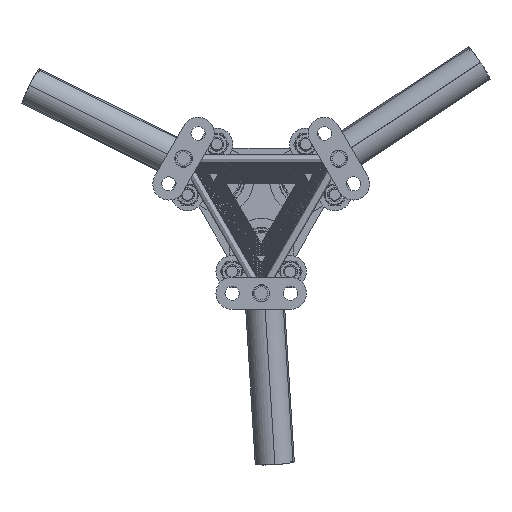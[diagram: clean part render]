
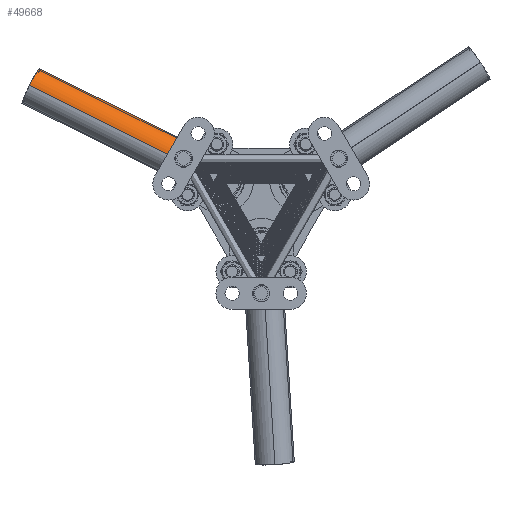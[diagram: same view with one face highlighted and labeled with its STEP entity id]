
A CAD part, front view. The second image highlights one B-rep face of the part: STEP entity #49668.
In plain terms, the highlighted cylindrical face has radius 30.15 mm (diameter 60.3 mm), a partial arc.
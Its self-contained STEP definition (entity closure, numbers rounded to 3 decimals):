
#4978 = AXIS2_PLACEMENT_3D ( 'NONE', #32171, #37048, #57815 ) ;
#6225 = CARTESIAN_POINT ( 'NONE',  ( 325.759, 0., -128.407 ) ) ;
#6324 = EDGE_CURVE ( 'NONE', #13747, #21119, #55573, .T. ) ;
#7862 = VECTOR ( 'NONE', #22120, 1000. ) ;
#10554 = CARTESIAN_POINT ( 'NONE',  ( 331.015, 0., -68.336 ) ) ;
#12060 = CARTESIAN_POINT ( 'NONE',  ( 328.387, 0., -98.371 ) ) ;
#12575 = CYLINDRICAL_SURFACE ( 'NONE', #23624, 30.15 ) ;
#13206 = FACE_OUTER_BOUND ( 'NONE', #43117, .T. ) ;
#13747 = VERTEX_POINT ( 'NONE', #38615 ) ;
#17389 = VERTEX_POINT ( 'NONE', #51418 ) ;
#17568 = DIRECTION ( 'NONE',  ( 0.087, 0., 0.996 ) ) ;
#18407 = DIRECTION ( 'NONE',  ( 0.087, 0., 0.996 ) ) ;
#19734 = EDGE_CURVE ( 'NONE', #13747, #39663, #25377, .T. ) ;
#21119 = VERTEX_POINT ( 'NONE', #10554 ) ;
#22120 = DIRECTION ( 'NONE',  ( -0.996, 0., 0.087 ) ) ;
#22225 = ORIENTED_EDGE ( 'NONE', *, *, #47486, .F. ) ;
#23272 = CARTESIAN_POINT ( 'NONE',  ( 328.387, 0., -98.371 ) ) ;
#23624 = AXIS2_PLACEMENT_3D ( 'NONE', #23272, #52218, #18407 ) ;
#25377 = LINE ( 'NONE', #6225, #61708 ) ;
#28886 = CIRCLE ( 'NONE', #4978, 30.15 ) ;
#32171 = CARTESIAN_POINT ( 'NONE',  ( 69.376, 0., -75.711 ) ) ;
#36440 = LINE ( 'NONE', #46822, #7862 ) ;
#37048 = DIRECTION ( 'NONE',  ( -0.996, 0., 0.087 ) ) ;
#38615 = CARTESIAN_POINT ( 'NONE',  ( 325.759, 0., -128.407 ) ) ;
#39541 = EDGE_CURVE ( 'NONE', #21119, #17389, #36440, .T. ) ;
#39663 = VERTEX_POINT ( 'NONE', #61466 ) ;
#43082 = AXIS2_PLACEMENT_3D ( 'NONE', #12060, #47149, #17568 ) ;
#43117 = EDGE_LOOP ( 'NONE', ( #63659, #59390, #58482, #22225 ) ) ;
#46822 = CARTESIAN_POINT ( 'NONE',  ( 331.015, 0., -68.336 ) ) ;
#47149 = DIRECTION ( 'NONE',  ( -0.996, 0., 0.087 ) ) ;
#47486 = EDGE_CURVE ( 'NONE', #39663, #17389, #28886, .T. ) ;
#49668 = ADVANCED_FACE ( 'NONE', ( #13206 ), #12575, .T. ) ;
#51418 = CARTESIAN_POINT ( 'NONE',  ( 72.004, 0., -45.676 ) ) ;
#52218 = DIRECTION ( 'NONE',  ( -0.996, 0., 0.087 ) ) ;
#55279 = DIRECTION ( 'NONE',  ( -0.996, 0., 0.087 ) ) ;
#55573 = CIRCLE ( 'NONE', #43082, 30.15 ) ;
#57815 = DIRECTION ( 'NONE',  ( 0.087, 0., 0.996 ) ) ;
#58482 = ORIENTED_EDGE ( 'NONE', *, *, #39541, .T. ) ;
#59390 = ORIENTED_EDGE ( 'NONE', *, *, #6324, .T. ) ;
#61466 = CARTESIAN_POINT ( 'NONE',  ( 66.748, 0., -105.746 ) ) ;
#61708 = VECTOR ( 'NONE', #55279, 1000. ) ;
#63659 = ORIENTED_EDGE ( 'NONE', *, *, #19734, .F. ) ;
